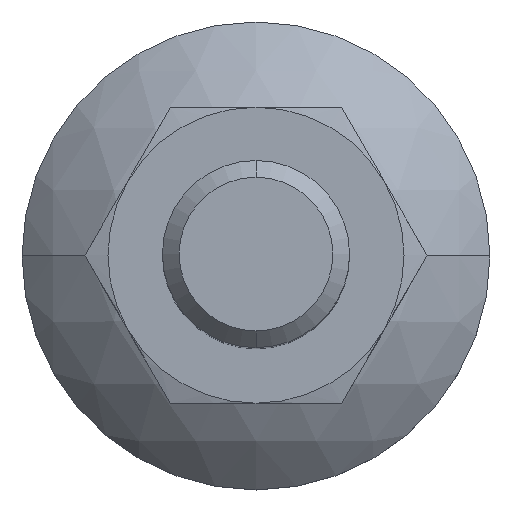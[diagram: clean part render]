
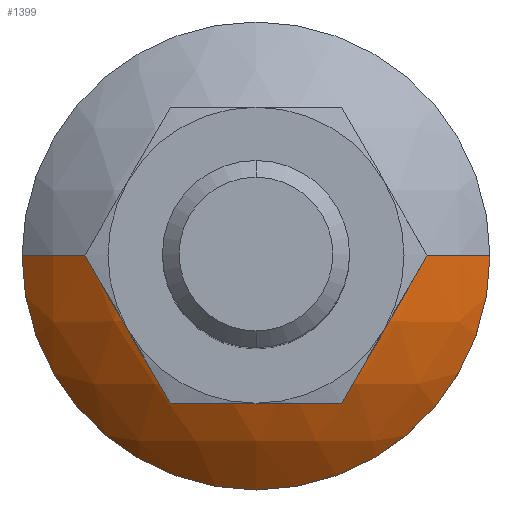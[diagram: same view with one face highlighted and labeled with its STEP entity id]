
A CAD part, top view. The second image highlights one B-rep face of the part: STEP entity #1399.
In plain terms, the highlighted spherical face has radius 20 mm.
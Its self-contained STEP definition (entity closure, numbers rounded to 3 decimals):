
#24 = AXIS2_PLACEMENT_3D ( 'NONE', #1519, #1000, #826 ) ;
#33 = EDGE_LOOP ( 'NONE', ( #1286, #1921, #1704, #868, #890, #827 ) ) ;
#65 = AXIS2_PLACEMENT_3D ( 'NONE', #2059, #1867, #863 ) ;
#76 = FACE_OUTER_BOUND ( 'NONE', #33, .T. ) ;
#81 = CARTESIAN_POINT ( 'NONE',  ( 0., -2.85, 10. ) ) ;
#86 = DIRECTION ( 'NONE',  ( 0., 1., 0. ) ) ;
#126 = DIRECTION ( 'NONE',  ( 1., 0., 0. ) ) ;
#132 = AXIS2_PLACEMENT_3D ( 'NONE', #1810, #139, #1144 ) ;
#139 = DIRECTION ( 'NONE',  ( 0., -1., 0. ) ) ;
#251 = CARTESIAN_POINT ( 'NONE',  ( 0., 0., 3.433 ) ) ;
#265 = DIRECTION ( 'NONE',  ( 1., 0., 0. ) ) ;
#390 = AXIS2_PLACEMENT_3D ( 'NONE', #1322, #1805, #453 ) ;
#453 = DIRECTION ( 'NONE',  ( -1., 0., 0. ) ) ;
#529 = CARTESIAN_POINT ( 'NONE',  ( -2.85, 0., 10. ) ) ;
#591 = AXIS2_PLACEMENT_3D ( 'NONE', #798, #86, #126 ) ;
#599 = VERTEX_POINT ( 'NONE', #81 ) ;
#678 = EDGE_CURVE ( 'NONE', #927, #1021, #1745, .T. ) ;
#698 = DIRECTION ( 'NONE',  ( 0., 0., -1. ) ) ;
#721 = VERTEX_POINT ( 'NONE', #1991 ) ;
#736 = EDGE_CURVE ( 'NONE', #1073, #780, #1002, .T. ) ;
#756 = DIRECTION ( 'NONE',  ( 0., 0., -1. ) ) ;
#780 = VERTEX_POINT ( 'NONE', #2137 ) ;
#798 = CARTESIAN_POINT ( 'NONE',  ( 0., 0., -9.796 ) ) ;
#826 = DIRECTION ( 'NONE',  ( 1., 0., 0. ) ) ;
#827 = ORIENTED_EDGE ( 'NONE', *, *, #978, .F. ) ;
#863 = DIRECTION ( 'NONE',  ( 1., 0., 0. ) ) ;
#866 = EDGE_CURVE ( 'NONE', #599, #780, #1247, .T. ) ;
#868 = ORIENTED_EDGE ( 'NONE', *, *, #736, .T. ) ;
#890 = ORIENTED_EDGE ( 'NONE', *, *, #866, .F. ) ;
#927 = VERTEX_POINT ( 'NONE', #1674 ) ;
#948 = EDGE_CURVE ( 'NONE', #721, #927, #1617, .T. ) ;
#978 = EDGE_CURVE ( 'NONE', #1021, #599, #2076, .T. ) ;
#996 = SPHERICAL_SURFACE ( 'NONE', #591, 20. ) ;
#1000 = DIRECTION ( 'NONE',  ( 0., 0., 1. ) ) ;
#1002 = CIRCLE ( 'NONE', #132, 20. ) ;
#1021 = VERTEX_POINT ( 'NONE', #529 ) ;
#1073 = VERTEX_POINT ( 'NONE', #1215 ) ;
#1144 = DIRECTION ( 'NONE',  ( 0., 0., -1. ) ) ;
#1215 = CARTESIAN_POINT ( 'NONE',  ( 15., 0., 3.433 ) ) ;
#1247 = CIRCLE ( 'NONE', #24, 2.85 ) ;
#1286 = ORIENTED_EDGE ( 'NONE', *, *, #678, .F. ) ;
#1322 = CARTESIAN_POINT ( 'NONE',  ( 0., 0., -9.796 ) ) ;
#1374 = DIRECTION ( 'NONE',  ( 1., 0., 0. ) ) ;
#1382 = CIRCLE ( 'NONE', #1583, 15. ) ;
#1394 = EDGE_CURVE ( 'NONE', #1073, #721, #1382, .T. ) ;
#1399 = ADVANCED_FACE ( 'NONE', ( #76 ), #996, .T. ) ;
#1519 = CARTESIAN_POINT ( 'NONE',  ( 0., 0., 10. ) ) ;
#1540 = CARTESIAN_POINT ( 'NONE',  ( 0., 0., 3.433 ) ) ;
#1583 = AXIS2_PLACEMENT_3D ( 'NONE', #251, #756, #265 ) ;
#1617 = CIRCLE ( 'NONE', #2148, 15. ) ;
#1674 = CARTESIAN_POINT ( 'NONE',  ( -15., 0., 3.433 ) ) ;
#1704 = ORIENTED_EDGE ( 'NONE', *, *, #1394, .F. ) ;
#1745 = CIRCLE ( 'NONE', #390, 20. ) ;
#1805 = DIRECTION ( 'NONE',  ( 0., 1., 0. ) ) ;
#1810 = CARTESIAN_POINT ( 'NONE',  ( 0., 0., -9.796 ) ) ;
#1867 = DIRECTION ( 'NONE',  ( 0., 0., 1. ) ) ;
#1921 = ORIENTED_EDGE ( 'NONE', *, *, #948, .F. ) ;
#1991 = CARTESIAN_POINT ( 'NONE',  ( 0., -15., 3.433 ) ) ;
#2059 = CARTESIAN_POINT ( 'NONE',  ( 0., 0., 10. ) ) ;
#2076 = CIRCLE ( 'NONE', #65, 2.85 ) ;
#2137 = CARTESIAN_POINT ( 'NONE',  ( 2.85, 0., 10. ) ) ;
#2148 = AXIS2_PLACEMENT_3D ( 'NONE', #1540, #698, #1374 ) ;
